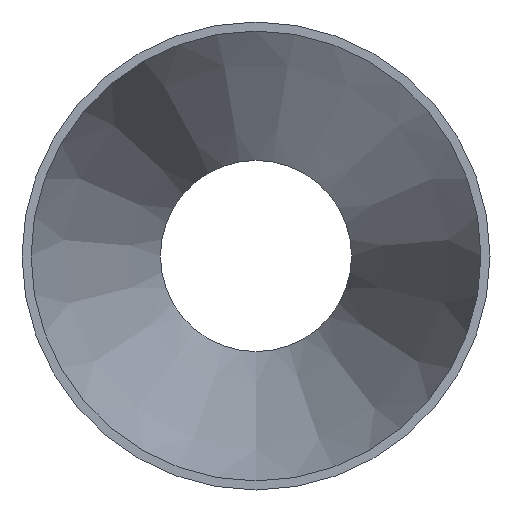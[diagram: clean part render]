
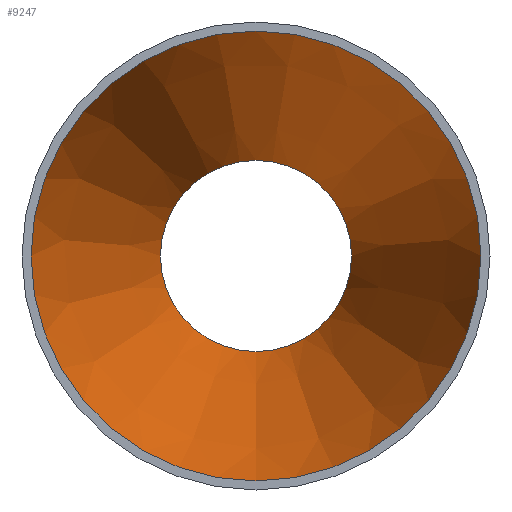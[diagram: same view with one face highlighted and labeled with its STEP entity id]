
A CAD part, front view. The second image highlights one B-rep face of the part: STEP entity #9247.
In plain terms, the highlighted conical face has half-angle 16.62 degrees and reference radius 51.913 mm.
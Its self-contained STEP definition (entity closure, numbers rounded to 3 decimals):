
#1993 = DIRECTION ( 'NONE',  ( 0., 0., -1. ) ) ;
#2392 = CARTESIAN_POINT ( 'NONE',  ( 0., 0., -51.913 ) ) ;
#2788 = DIRECTION ( 'NONE',  ( 0., -1., 0. ) ) ;
#3249 = DIRECTION ( 'NONE',  ( 0., 0., -1. ) ) ;
#3823 = AXIS2_PLACEMENT_3D ( 'NONE', #5130, #2788, #14076 ) ;
#5130 = CARTESIAN_POINT ( 'NONE',  ( 0., 0., 0. ) ) ;
#5301 = FACE_BOUND ( 'NONE', #8199, .T. ) ;
#6922 = CARTESIAN_POINT ( 'NONE',  ( 0., 100., -22.063 ) ) ;
#7780 = FACE_OUTER_BOUND ( 'NONE', #8159, .T. ) ;
#8078 = DIRECTION ( 'NONE',  ( 0., -1., 0. ) ) ;
#8159 = EDGE_LOOP ( 'NONE', ( #21254 ) ) ;
#8199 = EDGE_LOOP ( 'NONE', ( #12985 ) ) ;
#9226 = CIRCLE ( 'NONE', #18125, 22.063 ) ;
#9247 = ADVANCED_FACE ( 'NONE', ( #5301, #7780 ), #14988, .F. ) ;
#12985 = ORIENTED_EDGE ( 'NONE', *, *, #16667, .F. ) ;
#14076 = DIRECTION ( 'NONE',  ( 0., 0., -1. ) ) ;
#14988 = CONICAL_SURFACE ( 'NONE', #17805, 51.913, 0.29 ) ;
#16667 = EDGE_CURVE ( 'NONE', #20556, #20556, #9226, .T. ) ;
#16952 = CIRCLE ( 'NONE', #3823, 51.913 ) ;
#17805 = AXIS2_PLACEMENT_3D ( 'NONE', #21256, #8078, #3249 ) ;
#18125 = AXIS2_PLACEMENT_3D ( 'NONE', #26173, #22042, #1993 ) ;
#18513 = VERTEX_POINT ( 'NONE', #2392 ) ;
#20556 = VERTEX_POINT ( 'NONE', #6922 ) ;
#21254 = ORIENTED_EDGE ( 'NONE', *, *, #26043, .T. ) ;
#21256 = CARTESIAN_POINT ( 'NONE',  ( 0., 0., 0. ) ) ;
#22042 = DIRECTION ( 'NONE',  ( 0., -1., 0. ) ) ;
#26043 = EDGE_CURVE ( 'NONE', #18513, #18513, #16952, .T. ) ;
#26173 = CARTESIAN_POINT ( 'NONE',  ( 0., 100., 0. ) ) ;
